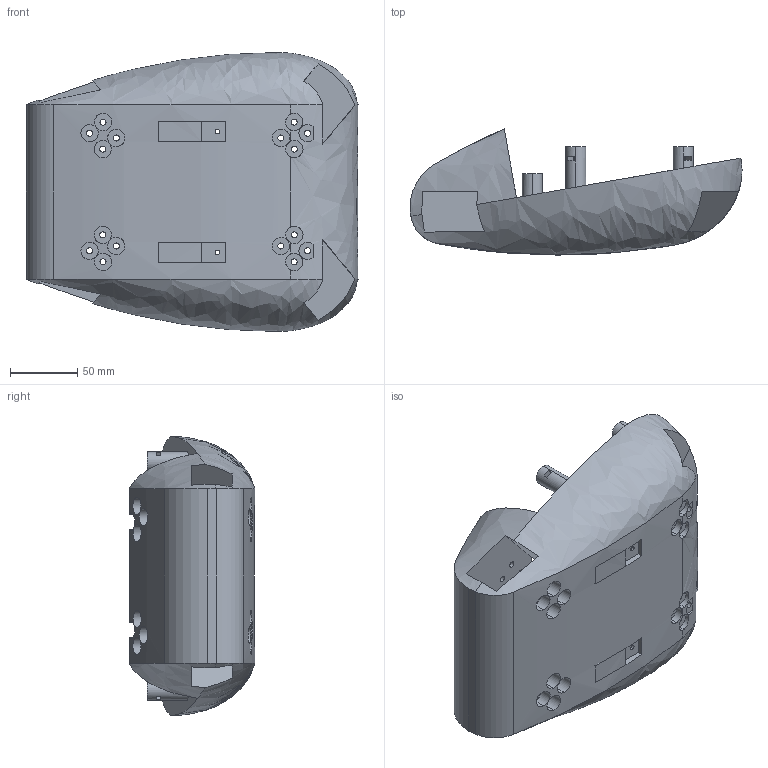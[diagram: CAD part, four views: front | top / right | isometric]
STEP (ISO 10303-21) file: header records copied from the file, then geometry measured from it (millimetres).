
FILE_DESCRIPTION (( 'STEP AP203' ), '1' );
FILE_NAME ('core_bottom_Défaut_sldprt.STEP', '2021-01-21T00:07:08', ( '' ), ( '' ), 'SwSTEP 2.0', 'SolidWorks 2020', '' );
FILE_SCHEMA (( 'CONFIG_CONTROL_DESIGN' ));
Length unit declared in the file: millimetre
Products named in the file (1): core_bottom_Défaut_sldprt
Bounding box: 247.54 x 93.83 x 208 mm (x, y, z)
Volume: 1374616 mm3; surface area: 223461.5 mm2
Topology: 1 solids, 1 shells, 387 faces, 1065 edges, 705 vertices
Faces by surface type: cylinder 218, plane 140, torus 24, bspline 5
Entity records: 17030 total; most frequent: CARTESIAN_POINT 6822, ORIENTED_EDGE 2118, DIRECTION 2074, EDGE_CURVE 1059, AXIS2_PLACEMENT_3D 803, VERTEX_POINT 705, EDGE_LOOP 550, VECTOR 468
